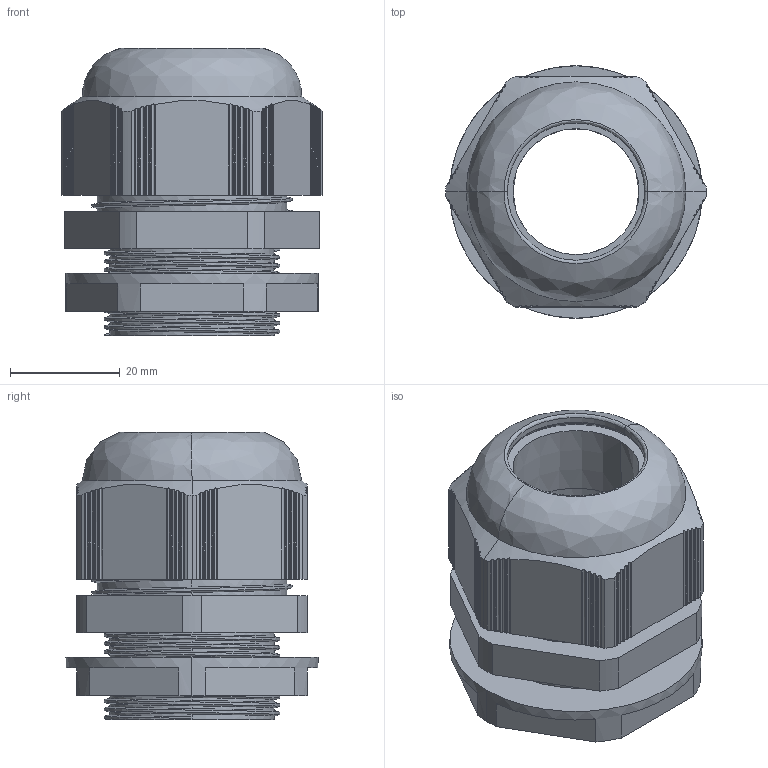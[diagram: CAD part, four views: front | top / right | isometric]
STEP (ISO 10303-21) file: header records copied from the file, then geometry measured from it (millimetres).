
FILE_DESCRIPTION (( 'STEP AP203' ), '1' );
FILE_NAME ('9054.STEP', '2020-07-29T07:45:27', ( '' ), ( '' ), 'SwSTEP 2.0', 'SolidWorks 2011', '' );
FILE_SCHEMA (( 'CONFIG_CONTROL_DESIGN' ));
Length unit declared in the file: millimetre
Products named in the file (1): 9054
Bounding box: 47.5 x 46 x 52.31 mm (x, y, z)
Volume: 40943.2 mm3; surface area: 16693.2 mm2
Topology: 1 solids, 1 shells, 325 faces, 936 edges, 619 vertices
Faces by surface type: cylinder 215, plane 83, bspline 17, cone 10
Entity records: 14685 total; most frequent: CARTESIAN_POINT 6490, ORIENTED_EDGE 1872, DIRECTION 1534, EDGE_CURVE 936, VERTEX_POINT 619, AXIS2_PLACEMENT_3D 575, VECTOR 384, LINE 384
